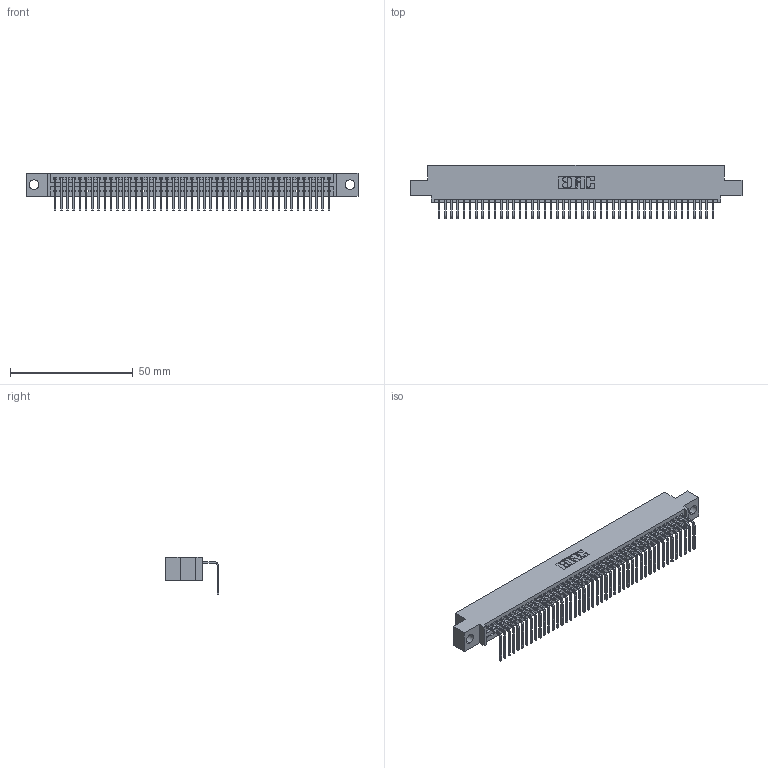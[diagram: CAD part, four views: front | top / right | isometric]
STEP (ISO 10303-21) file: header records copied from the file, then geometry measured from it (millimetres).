
FILE_DESCRIPTION (( 'STEP AP203' ), '1' );
FILE_NAME ('345-045-558-404.STEP', '2021-06-09T16:52:55', ( '' ), ( '' ), 'SwSTEP 2.0', 'SolidWorks 2020', '' );
FILE_SCHEMA (( 'CONFIG_CONTROL_DESIGN' ));
Length unit declared in the file: inch
Products named in the file (3): 345-292-001_558 Tail - 2; 345-045-558-404; 345 Part_0.110 Offset - 0.156 Dia-TI
Assembly tree (46 placements, depth 2):
  345-045-558-404
    345 Part_0.110 Offset - 0.156 Dia-TI
    345-292-001_558 Tail - 2  x45
Bounding box: 135.51 x 21.83 x 15.37 mm (x, y, z)
Volume: 12866 mm3; surface area: 17943.8 mm2
Topology: 46 solids, 46 shells, 2844 faces, 8579 edges, 5658 vertices
Faces by surface type: plane 1988, cylinder 856
Entity records: 34099 total; most frequent: CARTESIAN_POINT 5917, ORIENTED_EDGE 5894, DIRECTION 5161, EDGE_CURVE 2947, LINE 2635, VECTOR 2635, VERTEX_POINT 1962, AXIS2_PLACEMENT_3D 1263
